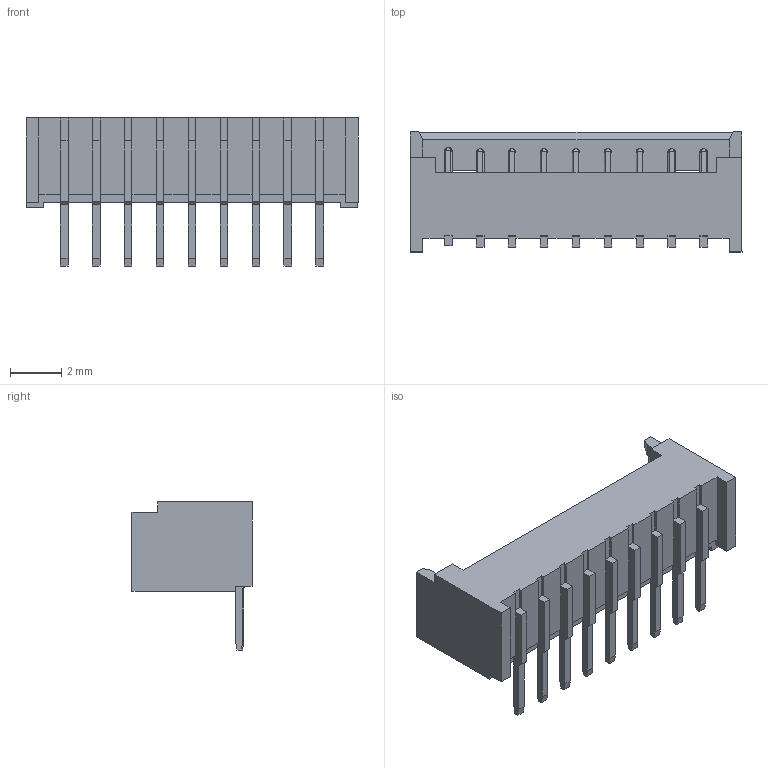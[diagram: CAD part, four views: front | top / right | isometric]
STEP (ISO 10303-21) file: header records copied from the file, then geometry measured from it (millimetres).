
FILE_DESCRIPTION(/* description */ ('Unknown'),/* implementation_level */ '2;1');
FILE_NAME(/* name */ 'J_Wurth_WR-WTB_653009117322',/* time_stamp */ '2025-06-03T09:35:58+08:00',/* author */ ('Unknown'),/* organization */ ('Unknown'),/* preprocessor_version */ 'ST-DEVELOPER v19.4',/* originating_system */ 'Solid Edge',/* authorisation */ 'Unknown');
FILE_SCHEMA (('AUTOMOTIVE_DESIGN {1 0 10303 214 3 1 1}'));
Length unit declared in the file: millimetre
Products named in the file (2): J_Wurth_WR-WTB_653009117322
Assembly tree (1 placements, depth 2):
  J_Wurth_WR-WTB_653009117322
    J_Wurth_WR-WTB_653009117322
Bounding box: 13 x 4.7 x 5.8 mm (x, y, z)
Volume: 88.6 mm3; surface area: 374.1 mm2
Topology: 1 solids, 1 shells, 440 faces, 1167 edges, 702 vertices
Faces by surface type: plane 296, cylinder 72, torus 36, bspline 36
Entity records: 16502 total; most frequent: CARTESIAN_POINT 2887, ORIENTED_EDGE 2262, DIRECTION 2051, EDGE_CURVE 1131, LINE 879, VECTOR 879, VERTEX_POINT 702, AXIS2_PLACEMENT_3D 586
